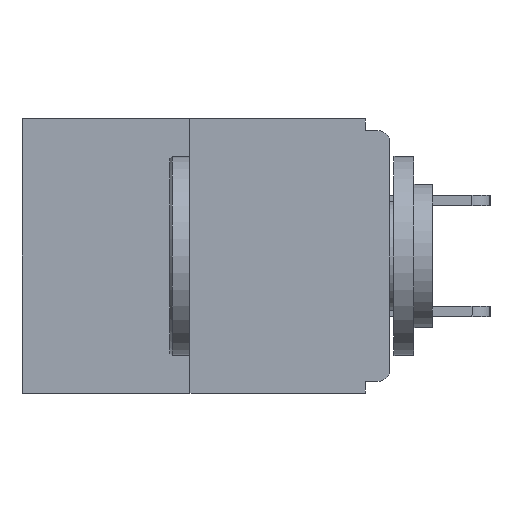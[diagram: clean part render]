
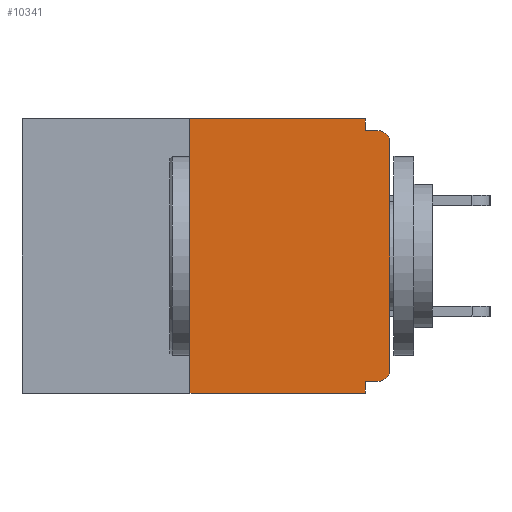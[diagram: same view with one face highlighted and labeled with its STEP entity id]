
A CAD part, left-side view. The second image highlights one B-rep face of the part: STEP entity #10341.
In plain terms, the highlighted planar face has unit normal (-1, 0, 0).
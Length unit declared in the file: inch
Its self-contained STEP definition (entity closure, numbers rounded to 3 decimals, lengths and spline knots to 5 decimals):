
#44 = EDGE_LOOP ( 'NONE', ( #1827, #1572, #1978, #846, #8720, #10942, #10107, #6296, #3057, #100 ) ) ;
#65 = VECTOR ( 'NONE', #3217, 39.37008 ) ;
#100 = ORIENTED_EDGE ( 'NONE', *, *, #10313, .F. ) ;
#195 = DIRECTION ( 'NONE',  ( 0., -1., 0. ) ) ;
#298 = CARTESIAN_POINT ( 'NONE',  ( 0., 0.46, 0. ) ) ;
#385 = EDGE_CURVE ( 'NONE', #7463, #4625, #2037, .T. ) ;
#552 = EDGE_CURVE ( 'NONE', #2702, #10777, #10490, .T. ) ;
#643 = VECTOR ( 'NONE', #11338, 39.37008 ) ;
#676 = VERTEX_POINT ( 'NONE', #6820 ) ;
#753 = CARTESIAN_POINT ( 'NONE',  ( 0., 0.031, 0. ) ) ;
#846 = ORIENTED_EDGE ( 'NONE', *, *, #9605, .F. ) ;
#938 = DIRECTION ( 'NONE',  ( 0., -1., 0. ) ) ;
#1084 = VECTOR ( 'NONE', #195, 39.37008 ) ;
#1343 = VERTEX_POINT ( 'NONE', #8019 ) ;
#1421 = VERTEX_POINT ( 'NONE', #9123 ) ;
#1572 = ORIENTED_EDGE ( 'NONE', *, *, #7682, .F. ) ;
#1615 = CARTESIAN_POINT ( 'NONE',  ( 0., 0.015, -0.313 ) ) ;
#1827 = ORIENTED_EDGE ( 'NONE', *, *, #8816, .F. ) ;
#1978 = ORIENTED_EDGE ( 'NONE', *, *, #385, .T. ) ;
#1988 = VECTOR ( 'NONE', #6048, 39.37008 ) ;
#2037 = LINE ( 'NONE', #7499, #5662 ) ;
#2371 = DIRECTION ( 'NONE',  ( -1., 0., 0. ) ) ;
#2647 = LINE ( 'NONE', #753, #6277 ) ;
#2702 = VERTEX_POINT ( 'NONE', #6844 ) ;
#3057 = ORIENTED_EDGE ( 'NONE', *, *, #4282, .F. ) ;
#3217 = DIRECTION ( 'NONE',  ( 0., 1., 0. ) ) ;
#3401 = VECTOR ( 'NONE', #9419, 39.37008 ) ;
#3473 = CARTESIAN_POINT ( 'NONE',  ( 0., 0.46, 0. ) ) ;
#3639 = DIRECTION ( 'NONE',  ( 0., 0., -1. ) ) ;
#3869 = AXIS2_PLACEMENT_3D ( 'NONE', #3473, #9890, #3639 ) ;
#4270 = LINE ( 'NONE', #298, #3401 ) ;
#4282 = EDGE_CURVE ( 'NONE', #9415, #1343, #9976, .T. ) ;
#4435 = EDGE_CURVE ( 'NONE', #5496, #1343, #6835, .T. ) ;
#4625 = VERTEX_POINT ( 'NONE', #8053 ) ;
#4692 = VECTOR ( 'NONE', #8150, 39.37008 ) ;
#4976 = CARTESIAN_POINT ( 'NONE',  ( 0., 0.031, -0.015 ) ) ;
#5128 = EDGE_CURVE ( 'NONE', #1421, #5496, #8510, .T. ) ;
#5198 = AXIS2_PLACEMENT_3D ( 'NONE', #11207, #9505, #10406 ) ;
#5496 = VERTEX_POINT ( 'NONE', #9825 ) ;
#5576 = LINE ( 'NONE', #7255, #4692 ) ;
#5662 = VECTOR ( 'NONE', #938, 39.37008 ) ;
#5677 = CARTESIAN_POINT ( 'NONE',  ( 0., 0., -0.015 ) ) ;
#6048 = DIRECTION ( 'NONE',  ( 0., 0., 1. ) ) ;
#6277 = VECTOR ( 'NONE', #9810, 39.37008 ) ;
#6296 = ORIENTED_EDGE ( 'NONE', *, *, #4435, .T. ) ;
#6820 = CARTESIAN_POINT ( 'NONE',  ( 0., 0.031, 0. ) ) ;
#6835 = CIRCLE ( 'NONE', #5198, 0.015 ) ;
#6844 = CARTESIAN_POINT ( 'NONE',  ( 0., 0.015, -0.328 ) ) ;
#6932 = CARTESIAN_POINT ( 'NONE',  ( 0., 0.031, -0.328 ) ) ;
#7055 = CARTESIAN_POINT ( 'NONE',  ( 0., 0.25, 0. ) ) ;
#7093 = DIRECTION ( 'NONE',  ( 0., 0., -1. ) ) ;
#7255 = CARTESIAN_POINT ( 'NONE',  ( 0., 0.031, -0.343 ) ) ;
#7463 = VERTEX_POINT ( 'NONE', #11340 ) ;
#7499 = CARTESIAN_POINT ( 'NONE',  ( 0., 0.46, -0.343 ) ) ;
#7682 = EDGE_CURVE ( 'NONE', #7463, #11783, #9600, .T. ) ;
#8019 = CARTESIAN_POINT ( 'NONE',  ( 0., 0.015, -0.015 ) ) ;
#8053 = CARTESIAN_POINT ( 'NONE',  ( 0., 0.031, -0.343 ) ) ;
#8150 = DIRECTION ( 'NONE',  ( 0., 0., -1. ) ) ;
#8292 = AXIS2_PLACEMENT_3D ( 'NONE', #1615, #2371, #7093 ) ;
#8510 = LINE ( 'NONE', #9569, #643 ) ;
#8720 = ORIENTED_EDGE ( 'NONE', *, *, #552, .F. ) ;
#8816 = EDGE_CURVE ( 'NONE', #11783, #676, #4270, .T. ) ;
#8950 = PLANE ( 'NONE',  #3869 ) ;
#9123 = CARTESIAN_POINT ( 'NONE',  ( 0., 0., -0.313 ) ) ;
#9415 = VERTEX_POINT ( 'NONE', #4976 ) ;
#9419 = DIRECTION ( 'NONE',  ( 0., -1., 0. ) ) ;
#9505 = DIRECTION ( 'NONE',  ( -1., 0., 0. ) ) ;
#9544 = CARTESIAN_POINT ( 'NONE',  ( 0., 0., -0.328 ) ) ;
#9569 = CARTESIAN_POINT ( 'NONE',  ( 0., 0., 0. ) ) ;
#9600 = LINE ( 'NONE', #11500, #1988 ) ;
#9605 = EDGE_CURVE ( 'NONE', #10777, #4625, #5576, .T. ) ;
#9810 = DIRECTION ( 'NONE',  ( 0., 0., -1. ) ) ;
#9825 = CARTESIAN_POINT ( 'NONE',  ( 0., 0., -0.03 ) ) ;
#9890 = DIRECTION ( 'NONE',  ( 1., 0., 0. ) ) ;
#9976 = LINE ( 'NONE', #5677, #1084 ) ;
#10107 = ORIENTED_EDGE ( 'NONE', *, *, #5128, .T. ) ;
#10313 = EDGE_CURVE ( 'NONE', #676, #9415, #2647, .T. ) ;
#10341 = ADVANCED_FACE ( 'NONE', ( #11819 ), #8950, .F. ) ;
#10406 = DIRECTION ( 'NONE',  ( 0., 0., -1. ) ) ;
#10490 = LINE ( 'NONE', #9544, #65 ) ;
#10777 = VERTEX_POINT ( 'NONE', #6932 ) ;
#10942 = ORIENTED_EDGE ( 'NONE', *, *, #11111, .T. ) ;
#11111 = EDGE_CURVE ( 'NONE', #2702, #1421, #11231, .T. ) ;
#11207 = CARTESIAN_POINT ( 'NONE',  ( 0., 0.015, -0.03 ) ) ;
#11231 = CIRCLE ( 'NONE', #8292, 0.015 ) ;
#11338 = DIRECTION ( 'NONE',  ( 0., 0., 1. ) ) ;
#11340 = CARTESIAN_POINT ( 'NONE',  ( 0., 0.25, -0.343 ) ) ;
#11500 = CARTESIAN_POINT ( 'NONE',  ( 0., 0.25, 0. ) ) ;
#11783 = VERTEX_POINT ( 'NONE', #7055 ) ;
#11819 = FACE_OUTER_BOUND ( 'NONE', #44, .T. ) ;
